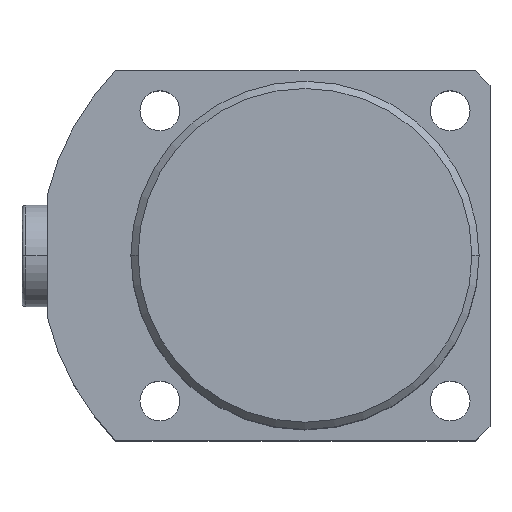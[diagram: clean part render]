
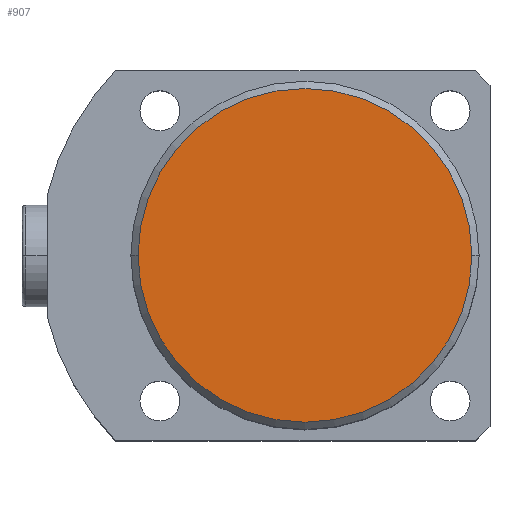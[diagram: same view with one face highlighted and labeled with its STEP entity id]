
A CAD part, top view. The second image highlights one B-rep face of the part: STEP entity #907.
In plain terms, the highlighted planar face has unit normal (0, 0, 1).
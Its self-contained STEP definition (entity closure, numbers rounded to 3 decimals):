
#196 = DIRECTION ( 'NONE',  ( 1., 0., 0. ) ) ;
#197 = DIRECTION ( 'NONE',  ( 0., 0., 1. ) ) ;
#200 = PLANE ( 'NONE',  #2820 ) ;
#203 = CARTESIAN_POINT ( 'NONE',  ( 0., 0., 64. ) ) ;
#651 = DIRECTION ( 'NONE',  ( 0., 0., 1. ) ) ;
#686 = DIRECTION ( 'NONE',  ( 1., 0., 0. ) ) ;
#687 = CARTESIAN_POINT ( 'NONE',  ( 0., 0., 64. ) ) ;
#907 = ADVANCED_FACE ( 'NONE', ( #3276 ), #200, .T. ) ;
#1140 = ORIENTED_EDGE ( 'NONE', *, *, #2988, .T. ) ;
#1267 = ORIENTED_EDGE ( 'NONE', *, *, #2547, .T. ) ;
#1270 = VERTEX_POINT ( 'NONE', #2148 ) ;
#1300 = VERTEX_POINT ( 'NONE', #2157 ) ;
#1624 = DIRECTION ( 'NONE',  ( 1., 0., 0. ) ) ;
#1628 = DIRECTION ( 'NONE',  ( 0., 0., 1. ) ) ;
#1629 = CARTESIAN_POINT ( 'NONE',  ( 0., 0., 64. ) ) ;
#2148 = CARTESIAN_POINT ( 'NONE',  ( 23., 0., 64. ) ) ;
#2157 = CARTESIAN_POINT ( 'NONE',  ( -23., 0., 64. ) ) ;
#2374 = EDGE_LOOP ( 'NONE', ( #1267, #1140 ) ) ;
#2547 = EDGE_CURVE ( 'NONE', #1300, #1270, #3226, .T. ) ;
#2725 = AXIS2_PLACEMENT_3D ( 'NONE', #1629, #1628, #1624 ) ;
#2793 = AXIS2_PLACEMENT_3D ( 'NONE', #687, #651, #686 ) ;
#2820 = AXIS2_PLACEMENT_3D ( 'NONE', #203, #197, #196 ) ;
#2988 = EDGE_CURVE ( 'NONE', #1270, #1300, #3411, .T. ) ;
#3226 = CIRCLE ( 'NONE', #2793, 23. ) ;
#3276 = FACE_OUTER_BOUND ( 'NONE', #2374, .T. ) ;
#3411 = CIRCLE ( 'NONE', #2725, 23. ) ;
